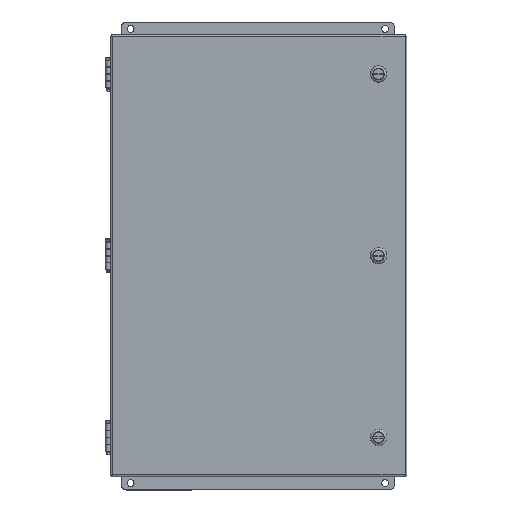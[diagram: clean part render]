
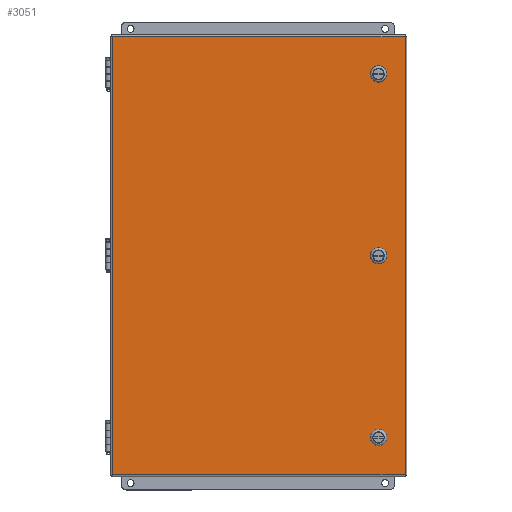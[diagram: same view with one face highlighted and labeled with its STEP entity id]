
A CAD part, top view. The second image highlights one B-rep face of the part: STEP entity #3051.
In plain terms, the highlighted face is planar.
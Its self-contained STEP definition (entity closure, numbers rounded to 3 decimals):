
#3051 = ADVANCED_FACE( '', ( #7585, #7586, #7587, #7588 ), #7589, .T. );
#7585 = FACE_BOUND( '', #16910, .T. );
#7586 = FACE_BOUND( '', #16911, .T. );
#7587 = FACE_BOUND( '', #16912, .T. );
#7588 = FACE_OUTER_BOUND( '', #16913, .T. );
#7589 = PLANE( '', #16914 );
#16910 = EDGE_LOOP( '', ( #50620, #50621, #50622, #50623 ) );
#16911 = EDGE_LOOP( '', ( #50624, #50625, #50626, #50627 ) );
#16912 = EDGE_LOOP( '', ( #50628, #50629, #50630, #50631 ) );
#16913 = EDGE_LOOP( '', ( #50632, #50633, #50634, #50635 ) );
#16914 = AXIS2_PLACEMENT_3D( '', #50636, #50637, #50638 );
#50620 = ORIENTED_EDGE( '', *, *, #71131, .F. );
#50621 = ORIENTED_EDGE( '', *, *, #71132, .F. );
#50622 = ORIENTED_EDGE( '', *, *, #71133, .F. );
#50623 = ORIENTED_EDGE( '', *, *, #71134, .F. );
#50624 = ORIENTED_EDGE( '', *, *, #70469, .F. );
#50625 = ORIENTED_EDGE( '', *, *, #71135, .F. );
#50626 = ORIENTED_EDGE( '', *, *, #71136, .F. );
#50627 = ORIENTED_EDGE( '', *, *, #71137, .F. );
#50628 = ORIENTED_EDGE( '', *, *, #70971, .F. );
#50629 = ORIENTED_EDGE( '', *, *, #71138, .F. );
#50630 = ORIENTED_EDGE( '', *, *, #71139, .F. );
#50631 = ORIENTED_EDGE( '', *, *, #70966, .F. );
#50632 = ORIENTED_EDGE( '', *, *, #71140, .T. );
#50633 = ORIENTED_EDGE( '', *, *, #71141, .F. );
#50634 = ORIENTED_EDGE( '', *, *, #71142, .T. );
#50635 = ORIENTED_EDGE( '', *, *, #71143, .T. );
#50636 = CARTESIAN_POINT( '', ( -207.01, 0., -308.61 ) );
#50637 = DIRECTION( '', ( 0., -1., 0. ) );
#50638 = DIRECTION( '', ( 0., 0., -1. ) );
#70469 = EDGE_CURVE( '', #77435, #77437, #77438, .T. );
#70966 = EDGE_CURVE( '', #78328, #78330, #78331, .T. );
#70971 = EDGE_CURVE( '', #78337, #78328, #78339, .T. );
#71131 = EDGE_CURVE( '', #78616, #78617, #78618, .T. );
#71132 = EDGE_CURVE( '', #78619, #78616, #78620, .T. );
#71133 = EDGE_CURVE( '', #78621, #78619, #78622, .T. );
#71134 = EDGE_CURVE( '', #78617, #78621, #78623, .T. );
#71135 = EDGE_CURVE( '', #78624, #77435, #78625, .T. );
#71136 = EDGE_CURVE( '', #78626, #78624, #78627, .T. );
#71137 = EDGE_CURVE( '', #77437, #78626, #78628, .T. );
#71138 = EDGE_CURVE( '', #78629, #78337, #78630, .T. );
#71139 = EDGE_CURVE( '', #78330, #78629, #78631, .T. );
#71140 = EDGE_CURVE( '', #78632, #78633, #78634, .T. );
#71141 = EDGE_CURVE( '', #78635, #78633, #78636, .T. );
#71142 = EDGE_CURVE( '', #78635, #78637, #78638, .T. );
#71143 = EDGE_CURVE( '', #78637, #78632, #78639, .T. );
#77435 = VERTEX_POINT( '', #87720 );
#77437 = VERTEX_POINT( '', #87723 );
#77438 = CIRCLE( '', #87724, 9.716 );
#78328 = VERTEX_POINT( '', #89936 );
#78330 = VERTEX_POINT( '', #89939 );
#78331 = LINE( '', #89940, #89941 );
#78337 = VERTEX_POINT( '', #89949 );
#78339 = CIRCLE( '', #89952, 9.716 );
#78616 = VERTEX_POINT( '', #90574 );
#78617 = VERTEX_POINT( '', #90575 );
#78618 = CIRCLE( '', #90576, 9.716 );
#78619 = VERTEX_POINT( '', #90577 );
#78620 = LINE( '', #90578, #90579 );
#78621 = VERTEX_POINT( '', #90580 );
#78622 = CIRCLE( '', #90581, 9.716 );
#78623 = LINE( '', #90582, #90583 );
#78624 = VERTEX_POINT( '', #90584 );
#78625 = LINE( '', #90585, #90586 );
#78626 = VERTEX_POINT( '', #90587 );
#78627 = CIRCLE( '', #90588, 9.716 );
#78628 = LINE( '', #90589, #90590 );
#78629 = VERTEX_POINT( '', #90591 );
#78630 = LINE( '', #90592, #90593 );
#78631 = CIRCLE( '', #90594, 9.716 );
#78632 = VERTEX_POINT( '', #90595 );
#78633 = VERTEX_POINT( '', #90596 );
#78634 = LINE( '', #90597, #90598 );
#78635 = VERTEX_POINT( '', #90599 );
#78636 = LINE( '', #90600, #90601 );
#78637 = VERTEX_POINT( '', #90602 );
#78638 = LINE( '', #90603, #90604 );
#78639 = LINE( '', #90605, #90606 );
#87720 = CARTESIAN_POINT( '', ( 175.641, 0., 5.322 ) );
#87723 = CARTESIAN_POINT( '', ( 159.385, 0., 5.322 ) );
#87724 = AXIS2_PLACEMENT_3D( '', #113355, #113356, #113357 );
#89936 = CARTESIAN_POINT( '', ( 159.385, 0., -248.678 ) );
#89939 = CARTESIAN_POINT( '', ( 159.385, 0., -259.322 ) );
#89940 = CARTESIAN_POINT( '', ( 159.385, 0., -248.678 ) );
#89941 = VECTOR( '', #113737, 1000. );
#89949 = CARTESIAN_POINT( '', ( 175.641, 0., -248.678 ) );
#89952 = AXIS2_PLACEMENT_3D( '', #113741, #113742, #113743 );
#90574 = CARTESIAN_POINT( '', ( 175.641, 0., 259.322 ) );
#90575 = CARTESIAN_POINT( '', ( 159.385, 0., 259.322 ) );
#90576 = AXIS2_PLACEMENT_3D( '', #113873, #113874, #113875 );
#90577 = CARTESIAN_POINT( '', ( 175.641, 0., 248.678 ) );
#90578 = CARTESIAN_POINT( '', ( 175.641, 0., 259.322 ) );
#90579 = VECTOR( '', #113876, 1000. );
#90580 = CARTESIAN_POINT( '', ( 159.385, 0., 248.678 ) );
#90581 = AXIS2_PLACEMENT_3D( '', #113877, #113878, #113879 );
#90582 = CARTESIAN_POINT( '', ( 159.385, 0., 259.322 ) );
#90583 = VECTOR( '', #113880, 1000. );
#90584 = CARTESIAN_POINT( '', ( 175.641, 0., -5.322 ) );
#90585 = CARTESIAN_POINT( '', ( 175.641, 0., 5.322 ) );
#90586 = VECTOR( '', #113881, 1000. );
#90587 = CARTESIAN_POINT( '', ( 159.385, 0., -5.322 ) );
#90588 = AXIS2_PLACEMENT_3D( '', #113882, #113883, #113884 );
#90589 = CARTESIAN_POINT( '', ( 159.385, 0., 5.322 ) );
#90590 = VECTOR( '', #113885, 1000. );
#90591 = CARTESIAN_POINT( '', ( 175.641, 0., -259.322 ) );
#90592 = CARTESIAN_POINT( '', ( 175.641, 0., -248.678 ) );
#90593 = VECTOR( '', #113886, 1000. );
#90594 = AXIS2_PLACEMENT_3D( '', #113887, #113888, #113889 );
#90595 = CARTESIAN_POINT( '', ( 204.673, 0., -306.273 ) );
#90596 = CARTESIAN_POINT( '', ( 204.673, 0., 306.273 ) );
#90597 = CARTESIAN_POINT( '', ( 204.673, 0., 306.273 ) );
#90598 = VECTOR( '', #113890, 1000. );
#90599 = CARTESIAN_POINT( '', ( -204.673, 0., 306.273 ) );
#90600 = CARTESIAN_POINT( '', ( -204.673, 0., 306.273 ) );
#90601 = VECTOR( '', #113891, 1000. );
#90602 = CARTESIAN_POINT( '', ( -204.673, 0., -306.273 ) );
#90603 = CARTESIAN_POINT( '', ( -204.673, 0., -308.61 ) );
#90604 = VECTOR( '', #113892, 1000. );
#90605 = CARTESIAN_POINT( '', ( 207.01, 0., -306.273 ) );
#90606 = VECTOR( '', #113893, 1000. );
#113355 = CARTESIAN_POINT( '', ( 167.513, 0., 0. ) );
#113356 = DIRECTION( '', ( 0., -1., 0. ) );
#113357 = DIRECTION( '', ( 1., 0., 0. ) );
#113737 = DIRECTION( '', ( 0., 0., -1. ) );
#113741 = CARTESIAN_POINT( '', ( 167.513, 0., -254. ) );
#113742 = DIRECTION( '', ( 0., -1., 0. ) );
#113743 = DIRECTION( '', ( 1., 0., 0. ) );
#113873 = CARTESIAN_POINT( '', ( 167.513, 0., 254. ) );
#113874 = DIRECTION( '', ( 0., -1., 0. ) );
#113875 = DIRECTION( '', ( 1., 0., 0. ) );
#113876 = DIRECTION( '', ( 0., 0., 1. ) );
#113877 = CARTESIAN_POINT( '', ( 167.513, 0., 254. ) );
#113878 = DIRECTION( '', ( 0., -1., 0. ) );
#113879 = DIRECTION( '', ( 1., 0., 0. ) );
#113880 = DIRECTION( '', ( 0., 0., -1. ) );
#113881 = DIRECTION( '', ( 0., 0., 1. ) );
#113882 = CARTESIAN_POINT( '', ( 167.513, 0., 0. ) );
#113883 = DIRECTION( '', ( 0., -1., 0. ) );
#113884 = DIRECTION( '', ( 1., 0., 0. ) );
#113885 = DIRECTION( '', ( 0., 0., -1. ) );
#113886 = DIRECTION( '', ( 0., 0., 1. ) );
#113887 = CARTESIAN_POINT( '', ( 167.513, 0., -254. ) );
#113888 = DIRECTION( '', ( 0., -1., 0. ) );
#113889 = DIRECTION( '', ( 1., 0., 0. ) );
#113890 = DIRECTION( '', ( 0., 0., 1. ) );
#113891 = DIRECTION( '', ( 1., 0., 0. ) );
#113892 = DIRECTION( '', ( 0., 0., -1. ) );
#113893 = DIRECTION( '', ( 1., 0., 0. ) );
